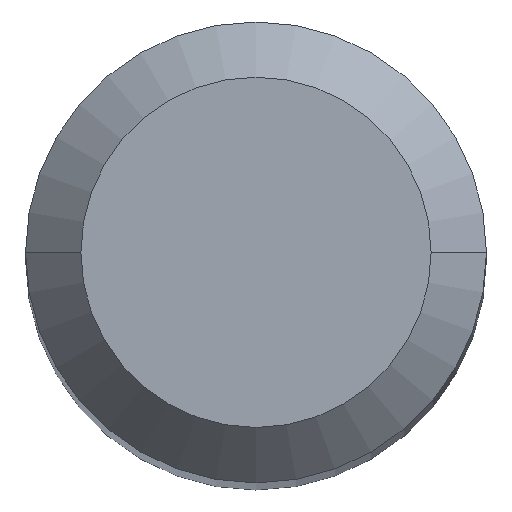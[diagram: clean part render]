
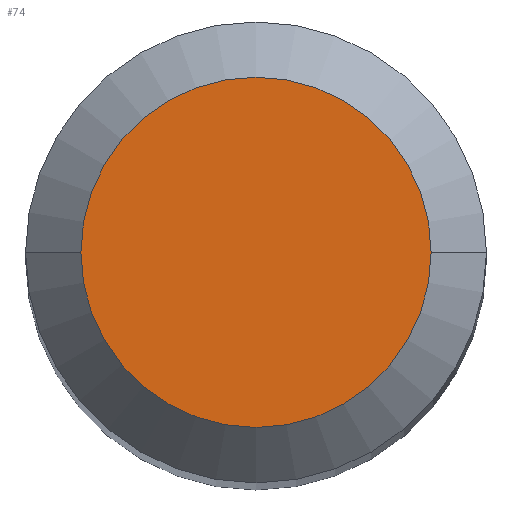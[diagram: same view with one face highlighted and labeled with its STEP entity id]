
A CAD part, top view. The second image highlights one B-rep face of the part: STEP entity #74.
In plain terms, the highlighted planar face has unit normal (0, 0, 1).
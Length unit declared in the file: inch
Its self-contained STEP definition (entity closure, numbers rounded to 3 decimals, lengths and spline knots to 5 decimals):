
#23 = CARTESIAN_POINT ( 'NONE',  ( 0., 0., 0. ) ) ;
#55 = DIRECTION ( 'NONE',  ( 0., 0., -1. ) ) ;
#56 = CARTESIAN_POINT ( 'NONE',  ( -0.0475, 0., 0. ) ) ;
#63 = CIRCLE ( 'NONE', #440, 0.0475 ) ;
#74 = ADVANCED_FACE ( 'NONE', ( #256 ), #421, .F. ) ;
#84 = AXIS2_PLACEMENT_3D ( 'NONE', #214, #55, #381 ) ;
#99 = DIRECTION ( 'NONE',  ( 0., 0., 1. ) ) ;
#106 = CIRCLE ( 'NONE', #398, 0.0475 ) ;
#122 = EDGE_CURVE ( 'NONE', #188, #276, #106, .T. ) ;
#159 = EDGE_LOOP ( 'NONE', ( #471, #435 ) ) ;
#188 = VERTEX_POINT ( 'NONE', #56 ) ;
#214 = CARTESIAN_POINT ( 'NONE',  ( 0., 0.0475, 0. ) ) ;
#256 = FACE_OUTER_BOUND ( 'NONE', #159, .T. ) ;
#276 = VERTEX_POINT ( 'NONE', #498 ) ;
#301 = CARTESIAN_POINT ( 'NONE',  ( 0., 0., 0. ) ) ;
#348 = DIRECTION ( 'NONE',  ( 0., 0., 1. ) ) ;
#381 = DIRECTION ( 'NONE',  ( -1., 0., 0. ) ) ;
#389 = EDGE_CURVE ( 'NONE', #276, #188, #63, .T. ) ;
#398 = AXIS2_PLACEMENT_3D ( 'NONE', #301, #99, #467 ) ;
#421 = PLANE ( 'NONE',  #84 ) ;
#435 = ORIENTED_EDGE ( 'NONE', *, *, #389, .T. ) ;
#440 = AXIS2_PLACEMENT_3D ( 'NONE', #23, #348, #501 ) ;
#467 = DIRECTION ( 'NONE',  ( 1., 0., 0. ) ) ;
#471 = ORIENTED_EDGE ( 'NONE', *, *, #122, .T. ) ;
#498 = CARTESIAN_POINT ( 'NONE',  ( 0.0475, 0., 0. ) ) ;
#501 = DIRECTION ( 'NONE',  ( 1., 0., 0. ) ) ;
